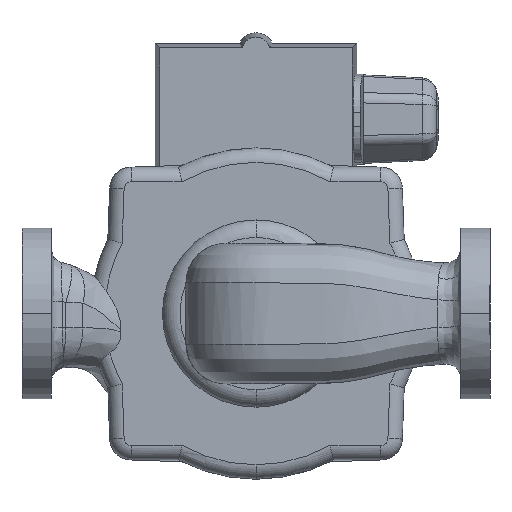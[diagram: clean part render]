
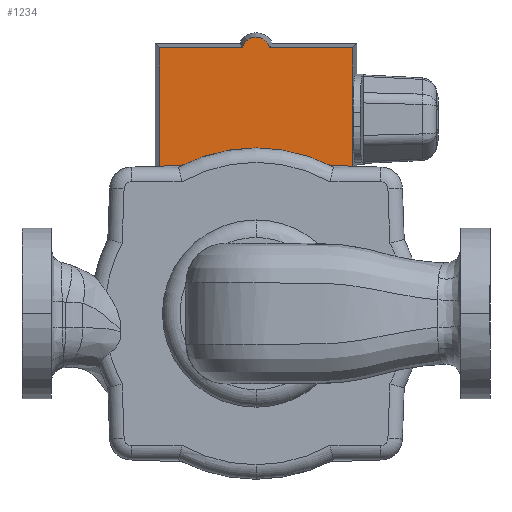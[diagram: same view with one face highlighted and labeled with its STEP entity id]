
A CAD part, left-side view. The second image highlights one B-rep face of the part: STEP entity #1234.
In plain terms, the highlighted planar face has unit normal (-1, 0, 0).
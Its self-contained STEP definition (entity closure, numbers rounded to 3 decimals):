
#1099 = EDGE_CURVE ( 'NONE', #1304, #1220, #4833, .T. ) ;
#1100 = VERTEX_POINT ( 'NONE', #4828 ) ;
#1151 = EDGE_CURVE ( 'NONE', #1100, #1304, #5106, .T. ) ;
#1219 = EDGE_CURVE ( 'NONE', #1275, #1220, #4932, .T. ) ;
#1220 = VERTEX_POINT ( 'NONE', #4928 ) ;
#1221 = ORIENTED_EDGE ( 'NONE', *, *, #1222, .F. ) ;
#1222 = EDGE_CURVE ( 'NONE', #1100, #1242, #4927, .T. ) ;
#1223 = ORIENTED_EDGE ( 'NONE', *, *, #1151, .T. ) ;
#1224 = ORIENTED_EDGE ( 'NONE', *, *, #1099, .T. ) ;
#1225 = ORIENTED_EDGE ( 'NONE', *, *, #1219, .F. ) ;
#1234 = ADVANCED_FACE ( 'NONE', ( #4972 ), #4971, .F. ) ;
#1235 = EDGE_LOOP ( 'NONE', ( #1236, #1237, #1240, #1221, #1223, #1224, #1225 ) ) ;
#1236 = ORIENTED_EDGE ( 'NONE', *, *, #1252, .F. ) ;
#1237 = ORIENTED_EDGE ( 'NONE', *, *, #1238, .T. ) ;
#1238 = EDGE_CURVE ( 'NONE', #1249, #1239, #4969, .T. ) ;
#1239 = VERTEX_POINT ( 'NONE', #4961 ) ;
#1240 = ORIENTED_EDGE ( 'NONE', *, *, #1241, .F. ) ;
#1241 = EDGE_CURVE ( 'NONE', #1242, #1239, #4960, .T. ) ;
#1242 = VERTEX_POINT ( 'NONE', #4956 ) ;
#1249 = VERTEX_POINT ( 'NONE', #5341 ) ;
#1252 = EDGE_CURVE ( 'NONE', #1249, #1275, #5366, .T. ) ;
#1275 = VERTEX_POINT ( 'NONE', #5286 ) ;
#1304 = VERTEX_POINT ( 'NONE', #5213 ) ;
#4828 = CARTESIAN_POINT ( 'NONE',  ( 61.4, 26.789, 32.208 ) ) ;
#4829 = DIRECTION ( 'NONE',  ( 0., 0., -1. ) ) ;
#4830 = DIRECTION ( 'NONE',  ( 1., 0., 0. ) ) ;
#4831 = CARTESIAN_POINT ( 'NONE',  ( 61.4, 0., 0. ) ) ;
#4832 = AXIS2_PLACEMENT_3D ( 'NONE', #4831, #4830, #4829 ) ;
#4833 = CIRCLE ( 'NONE', #4832, 41.893 ) ;
#4924 = DIRECTION ( 'NONE',  ( 0., 0., 1. ) ) ;
#4925 = VECTOR ( 'NONE', #4924, 1000. ) ;
#4926 = CARTESIAN_POINT ( 'NONE',  ( 61.4, 26.789, 75. ) ) ;
#4927 = LINE ( 'NONE', #4926, #4925 ) ;
#4928 = CARTESIAN_POINT ( 'NONE',  ( 61.4, -26.789, 32.208 ) ) ;
#4929 = DIRECTION ( 'NONE',  ( 0., 0., -1. ) ) ;
#4930 = VECTOR ( 'NONE', #4929, 1000. ) ;
#4931 = CARTESIAN_POINT ( 'NONE',  ( 61.4, -26.789, 75. ) ) ;
#4932 = LINE ( 'NONE', #4931, #4930 ) ;
#4956 = CARTESIAN_POINT ( 'NONE',  ( 61.4, 26.789, 73.789 ) ) ;
#4957 = DIRECTION ( 'NONE',  ( 0., -1., 0. ) ) ;
#4958 = VECTOR ( 'NONE', #4957, 1000. ) ;
#4959 = CARTESIAN_POINT ( 'NONE',  ( 61.4, -28., 73.789 ) ) ;
#4960 = LINE ( 'NONE', #4959, #4958 ) ;
#4961 = CARTESIAN_POINT ( 'NONE',  ( 61.4, 3.706, 73.789 ) ) ;
#4962 = DIRECTION ( 'NONE',  ( 0., 0., -1. ) ) ;
#4963 = DIRECTION ( 'NONE',  ( -1., 0., 0. ) ) ;
#4964 = CARTESIAN_POINT ( 'NONE',  ( 61.4, 0., 73. ) ) ;
#4965 = AXIS2_PLACEMENT_3D ( 'NONE', #4964, #4963, #4962 ) ;
#4966 = DIRECTION ( 'NONE',  ( 0., 0., -1. ) ) ;
#4967 = DIRECTION ( 'NONE',  ( 1., 0., 0. ) ) ;
#4968 = AXIS2_PLACEMENT_3D ( 'NONE', #4970, #4967, #4966 ) ;
#4969 = CIRCLE ( 'NONE', #4965, 3.789 ) ;
#4970 = CARTESIAN_POINT ( 'NONE',  ( 61.4, -28., 75. ) ) ;
#4971 = PLANE ( 'NONE',  #4968 ) ;
#4972 = FACE_OUTER_BOUND ( 'NONE', #1235, .T. ) ;
#5102 = DIRECTION ( 'NONE',  ( 0., 0., -1. ) ) ;
#5103 = DIRECTION ( 'NONE',  ( 1., 0., 0. ) ) ;
#5104 = CARTESIAN_POINT ( 'NONE',  ( 61.4, 0., 0. ) ) ;
#5105 = AXIS2_PLACEMENT_3D ( 'NONE', #5104, #5103, #5102 ) ;
#5106 = CIRCLE ( 'NONE', #5105, 41.893 ) ;
#5213 = CARTESIAN_POINT ( 'NONE',  ( 61.4, 0., 41.893 ) ) ;
#5286 = CARTESIAN_POINT ( 'NONE',  ( 61.4, -26.789, 73.789 ) ) ;
#5341 = CARTESIAN_POINT ( 'NONE',  ( 61.4, -3.706, 73.789 ) ) ;
#5363 = DIRECTION ( 'NONE',  ( 0., -1., 0. ) ) ;
#5364 = VECTOR ( 'NONE', #5363, 1000. ) ;
#5365 = CARTESIAN_POINT ( 'NONE',  ( 61.4, -28., 73.789 ) ) ;
#5366 = LINE ( 'NONE', #5365, #5364 ) ;
